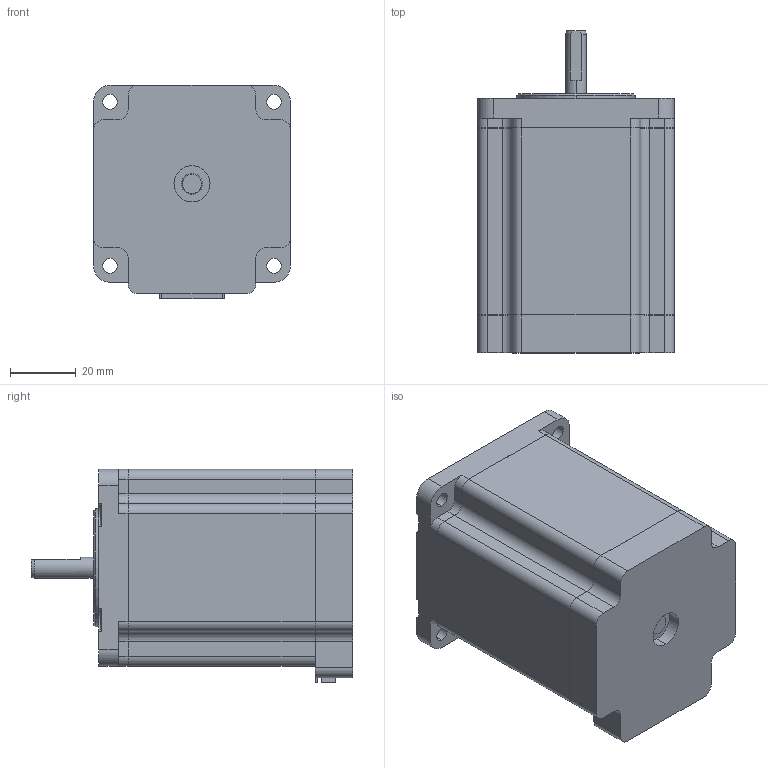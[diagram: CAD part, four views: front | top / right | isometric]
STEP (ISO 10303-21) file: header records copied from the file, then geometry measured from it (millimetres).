
FILE_DESCRIPTION (( 'STEP AP214' ), '1' );
FILE_NAME ('MS24HCAP.STEP', '2016-06-21T04:59:29', ( '' ), ( '' ), 'SwSTEP 2.0', 'SolidWorks 2012', '' );
FILE_SCHEMA (( 'AUTOMOTIVE_DESIGN' ));
Length unit declared in the file: millimetre
Products named in the file (1): MS24HCAP
Bounding box: 60 x 98.1 x 65 mm (x, y, z)
Volume: 248502.8 mm3; surface area: 35330 mm2
Topology: 2 solids, 2 shells, 330 faces, 885 edges, 581 vertices
Faces by surface type: plane 226, cylinder 82, cone 14, torus 8
Entity records: 13037 total; most frequent: CARTESIAN_POINT 1803, ORIENTED_EDGE 1770, DIRECTION 1751, EDGE_CURVE 885, VECTOR 677, LINE 677, VERTEX_POINT 581, AXIS2_PLACEMENT_3D 537
